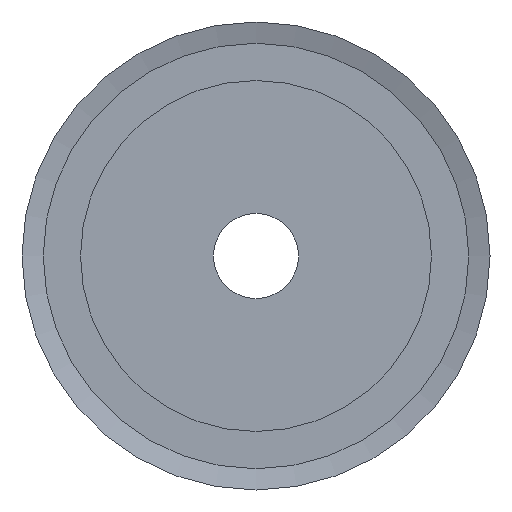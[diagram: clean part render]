
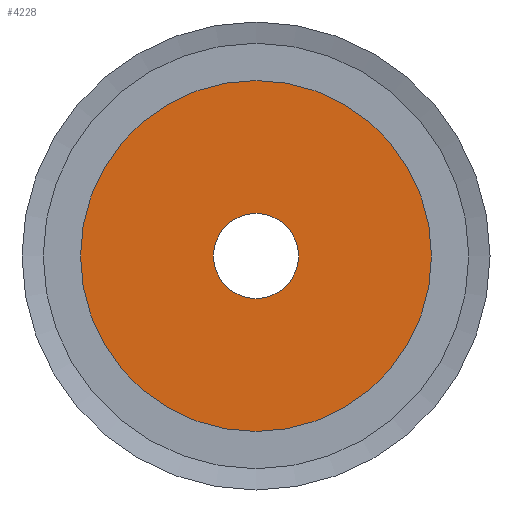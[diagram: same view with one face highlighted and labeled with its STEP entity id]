
A CAD part, left-side view. The second image highlights one B-rep face of the part: STEP entity #4228.
In plain terms, the highlighted planar face has unit normal (-1, 0, 0).
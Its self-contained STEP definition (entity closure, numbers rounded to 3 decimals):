
#1369=VERTEX_POINT('',#7258);
#1370=VERTEX_POINT('',#7260);
#1683=CIRCLE('',#4771,16.5);
#1684=CIRCLE('',#4772,4.);
#2143=EDGE_CURVE('',#1369,#1369,#1683,.T.);
#2144=EDGE_CURVE('',#1370,#1370,#1684,.T.);
#2840=ORIENTED_EDGE('',*,*,#2143,.F.);
#2841=ORIENTED_EDGE('',*,*,#2144,.T.);
#3750=EDGE_LOOP('',(#2840));
#3751=EDGE_LOOP('',(#2841));
#3991=FACE_BOUND('',#3750,.T.);
#3992=FACE_BOUND('',#3751,.T.);
#4228=ADVANCED_FACE('',(#3991,#3992),#7727,.F.);
#4770=AXIS2_PLACEMENT_3D('',#7256,#5740,$);
#4771=AXIS2_PLACEMENT_3D('',#7257,#5741,#5742);
#4772=AXIS2_PLACEMENT_3D('',#7259,#5743,#5744);
#5740=DIRECTION('',(1.,0.,0.));
#5741=DIRECTION('',(1.,0.,0.));
#5742=DIRECTION('',(0.,0.,-16.5));
#5743=DIRECTION('',(1.,0.,0.));
#5744=DIRECTION('',(0.,0.,-4.));
#7256=CARTESIAN_POINT('',(0.,0.,0.));
#7257=CARTESIAN_POINT('',(0.,0.,0.));
#7258=CARTESIAN_POINT('',(0.,0.,-16.5));
#7259=CARTESIAN_POINT('',(0.,0.,0.));
#7260=CARTESIAN_POINT('',(0.,0.,-4.));
#7727=PLANE('',#4770);
